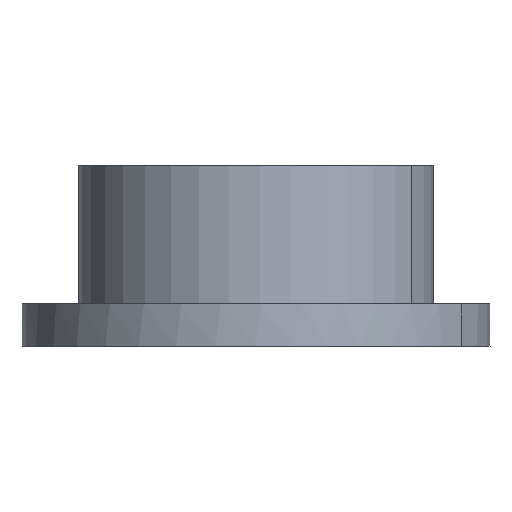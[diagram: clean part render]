
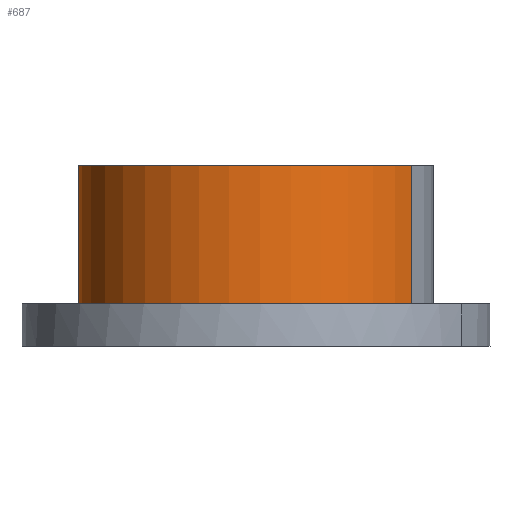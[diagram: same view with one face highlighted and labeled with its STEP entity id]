
A CAD part, left-side view. The second image highlights one B-rep face of the part: STEP entity #687.
In plain terms, the highlighted cylindrical face has radius 293.624 mm (diameter 587.248 mm), a partial arc.
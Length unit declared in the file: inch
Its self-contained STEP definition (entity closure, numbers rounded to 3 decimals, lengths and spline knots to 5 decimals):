
#121=AXIS2_PLACEMENT_3D('Circle Axis2P3D',#119,#120,$) ;
#648=AXIS2_PLACEMENT_3D('Cylinder Axis2P3D',#645,#646,#647) ;
#678=AXIS2_PLACEMENT_3D('Circle Axis2P3D',#676,#677,$) ;
#119=CARTESIAN_POINT('Axis2P3D Location',(0.,0.,2.75)) ;
#123=CARTESIAN_POINT('Vertex',(-5.54216,-10.14485,2.75)) ;
#125=CARTESIAN_POINT('Vertex',(5.54216,10.14485,2.75)) ;
#645=CARTESIAN_POINT('Axis2P3D Location',(0.,0.,5.75)) ;
#650=CARTESIAN_POINT('Line Origine',(5.54216,10.14485,7.25)) ;
#654=CARTESIAN_POINT('Vertex',(5.54216,10.14485,11.75)) ;
#661=CARTESIAN_POINT('Vertex',(-5.54216,-10.14485,11.75)) ;
#664=CARTESIAN_POINT('Line Origine',(-5.54216,-10.14485,7.25)) ;
#676=CARTESIAN_POINT('Axis2P3D Location',(0.,0.,11.75)) ;
#120=DIRECTION('Axis2P3D Direction',(0.,0.,-0.039)) ;
#646=DIRECTION('Axis2P3D Direction',(0.,0.,-0.039)) ;
#647=DIRECTION('Axis2P3D XDirection',(-0.019,-0.035,0.)) ;
#651=DIRECTION('Vector Direction',(0.,0.,-0.039)) ;
#665=DIRECTION('Vector Direction',(0.,0.,-0.039)) ;
#677=DIRECTION('Axis2P3D Direction',(0.,0.,-0.039)) ;
#652=VECTOR('Line Direction',#651,0.03937) ;
#666=VECTOR('Line Direction',#665,0.03937) ;
#682=ORIENTED_EDGE('',*,*,#127,.F.) ;
#683=ORIENTED_EDGE('',*,*,#668,.T.) ;
#684=ORIENTED_EDGE('',*,*,#680,.T.) ;
#685=ORIENTED_EDGE('',*,*,#656,.F.) ;
#687=ADVANCED_FACE('PartBody',(#686),#649,.T.) ;
#122=CIRCLE('generated circle',#121,11.56) ;
#679=CIRCLE('generated circle',#678,11.56) ;
#649=CYLINDRICAL_SURFACE('generated cylinder',#648,11.56) ;
#127=EDGE_CURVE('',#124,#126,#122,.T.) ;
#656=EDGE_CURVE('',#126,#655,#653,.F.) ;
#668=EDGE_CURVE('',#124,#662,#667,.F.) ;
#680=EDGE_CURVE('',#662,#655,#679,.T.) ;
#681=EDGE_LOOP('',(#682,#683,#684,#685)) ;
#686=FACE_OUTER_BOUND('',#681,.T.) ;
#653=LINE('Line',#650,#652) ;
#667=LINE('Line',#664,#666) ;
#124=VERTEX_POINT('',#123) ;
#126=VERTEX_POINT('',#125) ;
#655=VERTEX_POINT('',#654) ;
#662=VERTEX_POINT('',#661) ;
